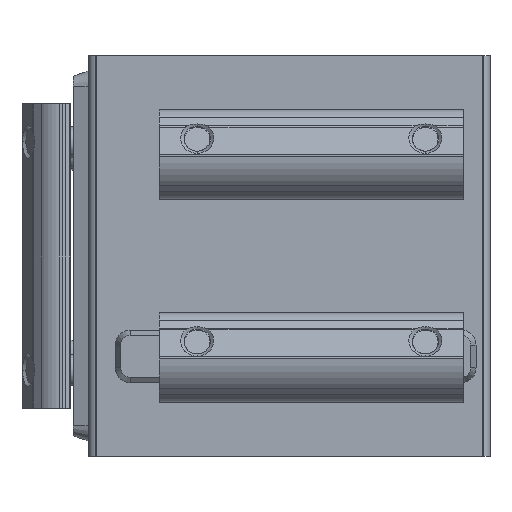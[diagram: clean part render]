
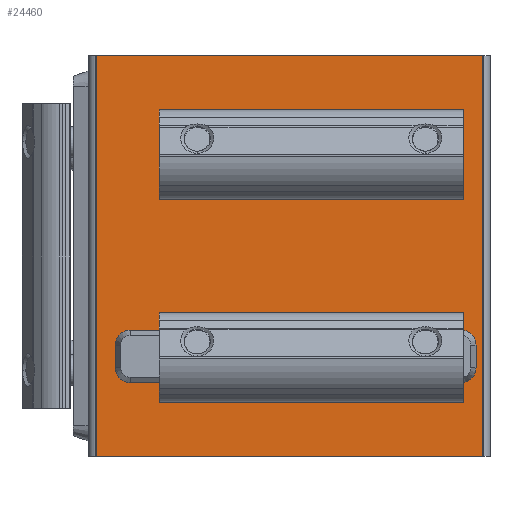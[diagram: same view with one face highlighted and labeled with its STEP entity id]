
A CAD part, front view. The second image highlights one B-rep face of the part: STEP entity #24460.
In plain terms, the highlighted planar face has unit normal (0, -1, 0).
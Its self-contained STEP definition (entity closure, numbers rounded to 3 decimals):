
#387 = DIRECTION ( 'NONE',  ( 0., 1., 0. ) ) ;
#862 = LINE ( 'NONE', #9732, #6522 ) ;
#881 = CARTESIAN_POINT ( 'NONE',  ( 77.73, 0., -79. ) ) ;
#997 = CARTESIAN_POINT ( 'NONE',  ( 76.5, 0., -79. ) ) ;
#1073 = LINE ( 'NONE', #7193, #2505 ) ;
#1211 = EDGE_LOOP ( 'NONE', ( #2778, #17672, #5934, #6389, #23825, #20156, #12913, #26226 ) ) ;
#1228 = AXIS2_PLACEMENT_3D ( 'NONE', #3178, #9539, #20674 ) ;
#1509 = EDGE_CURVE ( 'NONE', #21839, #14013, #16376, .T. ) ;
#1606 = CARTESIAN_POINT ( 'NONE',  ( 73.5, 0., -54.099 ) ) ;
#2343 = DIRECTION ( 'NONE',  ( 0., 0., 1. ) ) ;
#2413 = CARTESIAN_POINT ( 'NONE',  ( 77.73, 0., -79. ) ) ;
#2505 = VECTOR ( 'NONE', #16557, 1000. ) ;
#2588 = CARTESIAN_POINT ( 'NONE',  ( 21.5, 0., -20.51 ) ) ;
#2778 = ORIENTED_EDGE ( 'NONE', *, *, #1509, .F. ) ;
#3021 = VECTOR ( 'NONE', #20777, 1000. ) ;
#3114 = DIRECTION ( 'NONE',  ( -1., 0., 0. ) ) ;
#3160 = CARTESIAN_POINT ( 'NONE',  ( 0., 0., 0. ) ) ;
#3178 = CARTESIAN_POINT ( 'NONE',  ( 73.5, 0., -61.5 ) ) ;
#3185 = VECTOR ( 'NONE', #16361, 1000. ) ;
#3277 = ORIENTED_EDGE ( 'NONE', *, *, #21878, .T. ) ;
#3329 = VERTEX_POINT ( 'NONE', #26285 ) ;
#3568 = EDGE_CURVE ( 'NONE', #14013, #18230, #14532, .T. ) ;
#3862 = CARTESIAN_POINT ( 'NONE',  ( 1.737, 0., 0. ) ) ;
#4042 = CARTESIAN_POINT ( 'NONE',  ( 21.5, 0., -16.7 ) ) ;
#4322 = CARTESIAN_POINT ( 'NONE',  ( 1.737, 0., -79. ) ) ;
#4424 = DIRECTION ( 'NONE',  ( 1., 0., 0. ) ) ;
#4474 = LINE ( 'NONE', #4322, #12575 ) ;
#4737 = CARTESIAN_POINT ( 'NONE',  ( 66.5, 0., -16.7 ) ) ;
#5285 = VERTEX_POINT ( 'NONE', #4042 ) ;
#5587 = EDGE_CURVE ( 'NONE', #19132, #18731, #20302, .T. ) ;
#5934 = ORIENTED_EDGE ( 'NONE', *, *, #5587, .F. ) ;
#5973 = EDGE_CURVE ( 'NONE', #9094, #6084, #20111, .T. ) ;
#6084 = VERTEX_POINT ( 'NONE', #13322 ) ;
#6389 = ORIENTED_EDGE ( 'NONE', *, *, #13052, .F. ) ;
#6522 = VECTOR ( 'NONE', #18680, 1000. ) ;
#6708 = CARTESIAN_POINT ( 'NONE',  ( 76.501, 0., -61.5 ) ) ;
#6913 = VECTOR ( 'NONE', #3114, 1000. ) ;
#6925 = PLANE ( 'NONE',  #23357 ) ;
#7193 = CARTESIAN_POINT ( 'NONE',  ( 5.359, 0., 0. ) ) ;
#7200 = FACE_BOUND ( 'NONE', #16956, .T. ) ;
#7314 = VECTOR ( 'NONE', #21408, 1000. ) ;
#7734 = CIRCLE ( 'NONE', #1228, 3.001 ) ;
#7774 = DIRECTION ( 'NONE',  ( 0., -1., 0. ) ) ;
#8143 = DIRECTION ( 'NONE',  ( 1., 0., 0. ) ) ;
#8456 = EDGE_CURVE ( 'NONE', #6084, #16307, #24686, .T. ) ;
#8539 = DIRECTION ( 'NONE',  ( 0., 0., 1. ) ) ;
#9094 = VERTEX_POINT ( 'NONE', #3862 ) ;
#9539 = DIRECTION ( 'NONE',  ( 0., -1., 0. ) ) ;
#9732 = CARTESIAN_POINT ( 'NONE',  ( 0., 0., -64.501 ) ) ;
#9877 = EDGE_CURVE ( 'NONE', #18731, #21839, #25696, .T. ) ;
#10236 = CARTESIAN_POINT ( 'NONE',  ( 5.359, 0., -61.5 ) ) ;
#10448 = EDGE_CURVE ( 'NONE', #5285, #15330, #16892, .T. ) ;
#10619 = VERTEX_POINT ( 'NONE', #4737 ) ;
#10810 = ORIENTED_EDGE ( 'NONE', *, *, #10448, .T. ) ;
#11363 = CARTESIAN_POINT ( 'NONE',  ( 76.501, 0., 0. ) ) ;
#11368 = VECTOR ( 'NONE', #2343, 1000. ) ;
#12334 = VERTEX_POINT ( 'NONE', #14792 ) ;
#12493 = DIRECTION ( 'NONE',  ( 1., 0., 0. ) ) ;
#12575 = VECTOR ( 'NONE', #8539, 1000. ) ;
#12913 = ORIENTED_EDGE ( 'NONE', *, *, #17951, .F. ) ;
#13052 = EDGE_CURVE ( 'NONE', #15436, #19132, #7734, .T. ) ;
#13190 = ORIENTED_EDGE ( 'NONE', *, *, #15956, .F. ) ;
#13322 = CARTESIAN_POINT ( 'NONE',  ( 77.73, 0., 0. ) ) ;
#13346 = EDGE_LOOP ( 'NONE', ( #27090, #3277 ) ) ;
#13434 = AXIS2_PLACEMENT_3D ( 'NONE', #26995, #20012, #19708 ) ;
#13495 = EDGE_CURVE ( 'NONE', #12334, #16307, #20986, .T. ) ;
#13595 = AXIS2_PLACEMENT_3D ( 'NONE', #16972, #7774, #18606 ) ;
#13760 = DIRECTION ( 'NONE',  ( 0., 1., 0. ) ) ;
#14013 = VERTEX_POINT ( 'NONE', #18608 ) ;
#14532 = CIRCLE ( 'NONE', #17781, 3.001 ) ;
#14630 = CARTESIAN_POINT ( 'NONE',  ( 21.5, 0., -24.32 ) ) ;
#14792 = CARTESIAN_POINT ( 'NONE',  ( 1.737, 0., -79. ) ) ;
#15160 = CIRCLE ( 'NONE', #22120, 3.81 ) ;
#15330 = VERTEX_POINT ( 'NONE', #14630 ) ;
#15436 = VERTEX_POINT ( 'NONE', #16800 ) ;
#15956 = EDGE_CURVE ( 'NONE', #12334, #9094, #4474, .T. ) ;
#15997 = DIRECTION ( 'NONE',  ( 1., 0., 0. ) ) ;
#16063 = EDGE_CURVE ( 'NONE', #15330, #5285, #27463, .T. ) ;
#16086 = VERTEX_POINT ( 'NONE', #10236 ) ;
#16137 = FACE_BOUND ( 'NONE', #1211, .T. ) ;
#16307 = VERTEX_POINT ( 'NONE', #2413 ) ;
#16361 = DIRECTION ( 'NONE',  ( 0., 0., -1. ) ) ;
#16376 = LINE ( 'NONE', #22894, #6913 ) ;
#16557 = DIRECTION ( 'NONE',  ( 0., 0., -1. ) ) ;
#16800 = CARTESIAN_POINT ( 'NONE',  ( 73.5, 0., -64.501 ) ) ;
#16892 = CIRCLE ( 'NONE', #24349, 3.81 ) ;
#16956 = EDGE_LOOP ( 'NONE', ( #21863, #10810 ) ) ;
#16972 = CARTESIAN_POINT ( 'NONE',  ( 73.5, 0., -57.1 ) ) ;
#17148 = DIRECTION ( 'NONE',  ( 0., -1., 0. ) ) ;
#17257 = EDGE_LOOP ( 'NONE', ( #25455, #20934, #19273, #13190 ) ) ;
#17283 = CARTESIAN_POINT ( 'NONE',  ( 76.501, 0., -57.1 ) ) ;
#17672 = ORIENTED_EDGE ( 'NONE', *, *, #9877, .F. ) ;
#17781 = AXIS2_PLACEMENT_3D ( 'NONE', #28412, #24036, #8143 ) ;
#17796 = CARTESIAN_POINT ( 'NONE',  ( 8.36, 0., -64.501 ) ) ;
#17951 = EDGE_CURVE ( 'NONE', #18230, #16086, #1073, .T. ) ;
#18029 = AXIS2_PLACEMENT_3D ( 'NONE', #26040, #17148, #28201 ) ;
#18113 = CIRCLE ( 'NONE', #13434, 3.81 ) ;
#18230 = VERTEX_POINT ( 'NONE', #21452 ) ;
#18606 = DIRECTION ( 'NONE',  ( 1., 0., 0. ) ) ;
#18608 = CARTESIAN_POINT ( 'NONE',  ( 8.36, 0., -54.099 ) ) ;
#18680 = DIRECTION ( 'NONE',  ( 1., 0., 0. ) ) ;
#18731 = VERTEX_POINT ( 'NONE', #17283 ) ;
#18873 = EDGE_CURVE ( 'NONE', #3329, #10619, #15160, .T. ) ;
#18912 = DIRECTION ( 'NONE',  ( 0., -1., 0. ) ) ;
#19132 = VERTEX_POINT ( 'NONE', #6708 ) ;
#19273 = ORIENTED_EDGE ( 'NONE', *, *, #5973, .F. ) ;
#19510 = DIRECTION ( 'NONE',  ( 0., 1., 0. ) ) ;
#19708 = DIRECTION ( 'NONE',  ( 1., 0., 0. ) ) ;
#20012 = DIRECTION ( 'NONE',  ( 0., 1., 0. ) ) ;
#20057 = AXIS2_PLACEMENT_3D ( 'NONE', #2588, #387, #15997 ) ;
#20111 = LINE ( 'NONE', #26957, #3021 ) ;
#20156 = ORIENTED_EDGE ( 'NONE', *, *, #21288, .F. ) ;
#20302 = LINE ( 'NONE', #11363, #11368 ) ;
#20674 = DIRECTION ( 'NONE',  ( 1., 0., 0. ) ) ;
#20777 = DIRECTION ( 'NONE',  ( 1., 0., 0. ) ) ;
#20796 = FACE_OUTER_BOUND ( 'NONE', #17257, .T. ) ;
#20934 = ORIENTED_EDGE ( 'NONE', *, *, #8456, .F. ) ;
#20986 = LINE ( 'NONE', #997, #7314 ) ;
#21288 = EDGE_CURVE ( 'NONE', #16086, #28796, #23116, .T. ) ;
#21408 = DIRECTION ( 'NONE',  ( 1., 0., 0. ) ) ;
#21452 = CARTESIAN_POINT ( 'NONE',  ( 5.359, 0., -57.1 ) ) ;
#21839 = VERTEX_POINT ( 'NONE', #1606 ) ;
#21863 = ORIENTED_EDGE ( 'NONE', *, *, #16063, .T. ) ;
#21878 = EDGE_CURVE ( 'NONE', #10619, #3329, #18113, .T. ) ;
#22120 = AXIS2_PLACEMENT_3D ( 'NONE', #24411, #13760, #4424 ) ;
#22894 = CARTESIAN_POINT ( 'NONE',  ( 0., 0., -54.099 ) ) ;
#23116 = CIRCLE ( 'NONE', #18029, 3.001 ) ;
#23266 = EDGE_CURVE ( 'NONE', #28796, #15436, #862, .T. ) ;
#23357 = AXIS2_PLACEMENT_3D ( 'NONE', #3160, #18912, #27898 ) ;
#23825 = ORIENTED_EDGE ( 'NONE', *, *, #23266, .F. ) ;
#24036 = DIRECTION ( 'NONE',  ( 0., -1., 0. ) ) ;
#24349 = AXIS2_PLACEMENT_3D ( 'NONE', #28223, #19510, #12493 ) ;
#24411 = CARTESIAN_POINT ( 'NONE',  ( 66.5, 0., -20.51 ) ) ;
#24460 = ADVANCED_FACE ( 'NONE', ( #27198, #7200, #16137, #20796 ), #6925, .T. ) ;
#24686 = LINE ( 'NONE', #881, #3185 ) ;
#25455 = ORIENTED_EDGE ( 'NONE', *, *, #13495, .T. ) ;
#25696 = CIRCLE ( 'NONE', #13595, 3.001 ) ;
#26040 = CARTESIAN_POINT ( 'NONE',  ( 8.36, 0., -61.5 ) ) ;
#26226 = ORIENTED_EDGE ( 'NONE', *, *, #3568, .F. ) ;
#26285 = CARTESIAN_POINT ( 'NONE',  ( 66.5, 0., -24.32 ) ) ;
#26957 = CARTESIAN_POINT ( 'NONE',  ( 76.5, 0., 0. ) ) ;
#26995 = CARTESIAN_POINT ( 'NONE',  ( 66.5, 0., -20.51 ) ) ;
#27090 = ORIENTED_EDGE ( 'NONE', *, *, #18873, .T. ) ;
#27198 = FACE_BOUND ( 'NONE', #13346, .T. ) ;
#27463 = CIRCLE ( 'NONE', #20057, 3.81 ) ;
#27898 = DIRECTION ( 'NONE',  ( 1., 0., 0. ) ) ;
#28201 = DIRECTION ( 'NONE',  ( 1., 0., 0. ) ) ;
#28223 = CARTESIAN_POINT ( 'NONE',  ( 21.5, 0., -20.51 ) ) ;
#28412 = CARTESIAN_POINT ( 'NONE',  ( 8.36, 0., -57.1 ) ) ;
#28796 = VERTEX_POINT ( 'NONE', #17796 ) ;
